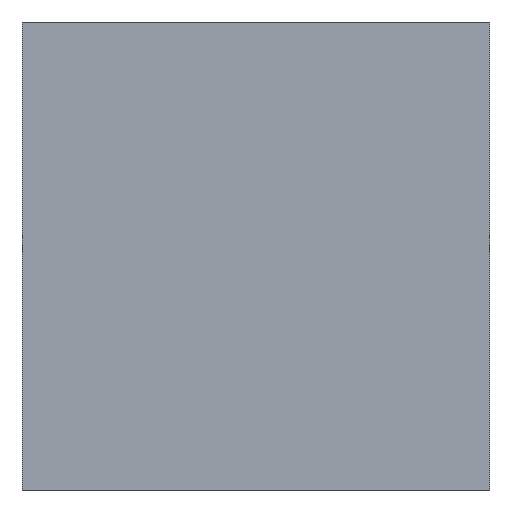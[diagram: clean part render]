
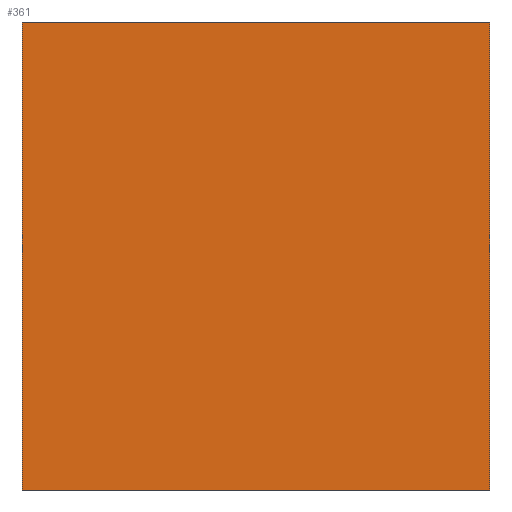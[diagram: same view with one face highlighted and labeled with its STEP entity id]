
A CAD part, front view. The second image highlights one B-rep face of the part: STEP entity #361.
In plain terms, the highlighted planar face has unit normal (0, -1, 0).
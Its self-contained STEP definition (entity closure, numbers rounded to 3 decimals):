
#138=CARTESIAN_POINT('',(0.01,-15.0,7.0));
#139=VERTEX_POINT('',#138);
#146=CARTESIAN_POINT('',(0.01,-15.0,22.0));
#147=VERTEX_POINT('',#146);
#148=CARTESIAN_POINT('',(0.01,-15.0,22.0));
#149=DIRECTION('',(0.0,0.0,-1.0));
#150=VECTOR('',#149,1.0);
#151=LINE('',#148,#150);
#152=EDGE_CURVE('',#147,#139,#151,.T.);
#314=CARTESIAN_POINT('',(15.0,-15.0,7.0));
#315=VERTEX_POINT('',#314);
#323=CARTESIAN_POINT('',(15.0,-15.0,22.0));
#324=VERTEX_POINT('',#323);
#331=CARTESIAN_POINT('',(15.0,-15.0,22.0));
#332=DIRECTION('',(0.0,0.0,-1.0));
#333=VECTOR('',#332,1.0);
#334=LINE('',#331,#333);
#335=EDGE_CURVE('',#324,#315,#334,.T.);
#340=CARTESIAN_POINT('',(15.0,-15.0,22.0));
#341=DIRECTION('',(0.0,-1.0,0.0));
#342=DIRECTION('',(0.0,0.0,-1.0));
#343=AXIS2_PLACEMENT_3D('',#340,#341,#342);
#344=PLANE('',#343);
#345=CARTESIAN_POINT('',(15.0,-15.0,7.0));
#346=DIRECTION('',(-1.0,0.0,0.0));
#347=VECTOR('',#346,1.0);
#348=LINE('',#345,#347);
#349=EDGE_CURVE('',#315,#139,#348,.T.);
#350=ORIENTED_EDGE('',*,*,#349,.F.);
#351=ORIENTED_EDGE('',*,*,#335,.F.);
#352=CARTESIAN_POINT('',(15.0,-15.0,22.0));
#353=DIRECTION('',(-1.0,0.0,0.0));
#354=VECTOR('',#353,1.0);
#355=LINE('',#352,#354);
#356=EDGE_CURVE('',#324,#147,#355,.T.);
#357=ORIENTED_EDGE('',*,*,#356,.T.);
#358=ORIENTED_EDGE('',*,*,#152,.T.);
#359=EDGE_LOOP('',(#350,#351,#357,#358));
#360=FACE_OUTER_BOUND('',#359,.T.);
#361=ADVANCED_FACE('',(#360),#344,.T.);
